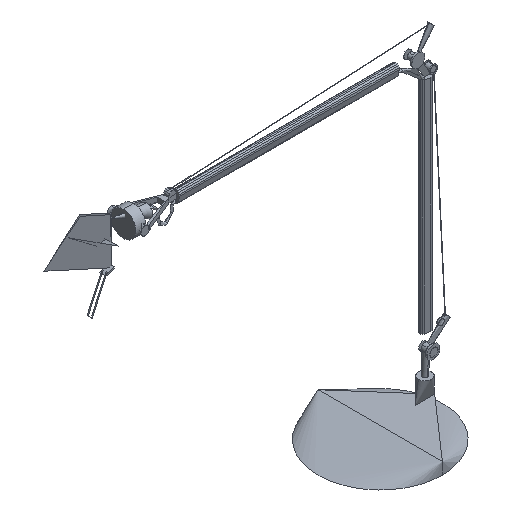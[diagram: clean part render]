
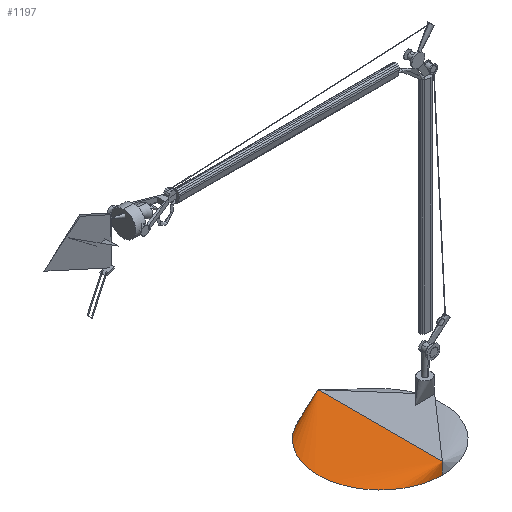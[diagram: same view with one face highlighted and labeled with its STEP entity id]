
A CAD part, isometric view. The second image highlights one B-rep face of the part: STEP entity #1197.
In plain terms, the highlighted free-form (B-spline) face has degree [2, 1] with [5, 2] control points.
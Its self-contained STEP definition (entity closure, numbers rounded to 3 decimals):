
#293=(
BOUNDED_SURFACE()
B_SPLINE_SURFACE(2,1,((#9437,#9438),(#9439,#9440),(#9441,#9442),(#9443,#9444),
(#9445,#9446)),.UNSPECIFIED.,.F.,.F.,.F.)
B_SPLINE_SURFACE_WITH_KNOTS((3,2,3),(2,2),(288.663,432.995,
577.326),(0.,17.433),.UNSPECIFIED.)
GEOMETRIC_REPRESENTATION_ITEM()
RATIONAL_B_SPLINE_SURFACE(((1.,1.),(0.707,0.707),
(1.,1.),(0.707,0.707),(1.,1.)))
REPRESENTATION_ITEM($)
SURFACE()
);
#442=(
BOUNDED_CURVE()
B_SPLINE_CURVE(2,(#9370,#9371,#9372,#9373,#9374),.UNSPECIFIED.,.F.,.F.)
B_SPLINE_CURVE_WITH_KNOTS((3,2,3),(-577.326,-432.995,-288.663),
.UNSPECIFIED.)
CURVE()
GEOMETRIC_REPRESENTATION_ITEM()
RATIONAL_B_SPLINE_CURVE((1.,0.707,1.,0.707,1.))
REPRESENTATION_ITEM($)
);
#446=(
BOUNDED_CURVE()
B_SPLINE_CURVE(2,(#9394,#9395,#9396,#9397,#9398),.UNSPECIFIED.,.F.,.F.)
B_SPLINE_CURVE_WITH_KNOTS((3,2,3),(288.663,432.995,577.326),
.UNSPECIFIED.)
CURVE()
GEOMETRIC_REPRESENTATION_ITEM()
RATIONAL_B_SPLINE_CURVE((1.,0.707,1.,0.707,1.))
REPRESENTATION_ITEM($)
);
#1197=ADVANCED_FACE($,(#1513),#293,.T.);
#1513=FACE_OUTER_BOUND($,#1835,.T.);
#1835=EDGE_LOOP($,(#3242,#3243,#3244,#3245));
#3242=ORIENTED_EDGE($,*,*,#4092,.T.);
#3243=ORIENTED_EDGE($,*,*,#4085,.T.);
#3244=ORIENTED_EDGE($,*,*,#4086,.T.);
#3245=ORIENTED_EDGE($,*,*,#4091,.F.);
#4085=EDGE_CURVE($,#4620,#4621,#5459,.T.);
#4086=EDGE_CURVE($,#4621,#4626,#442,.T.);
#4091=EDGE_CURVE($,#4625,#4626,#5461,.T.);
#4092=EDGE_CURVE($,#4625,#4620,#446,.T.);
#4620=VERTEX_POINT($,#9448);
#4621=VERTEX_POINT($,#9449);
#4625=VERTEX_POINT($,#9453);
#4626=VERTEX_POINT($,#9454);
#5459=B_SPLINE_CURVE_WITH_KNOTS($,1,(#9368,#9369),.UNSPECIFIED.,.F.,.F.,
(2,2),(0.,17.433),.UNSPECIFIED.);
#5461=B_SPLINE_CURVE_WITH_KNOTS($,1,(#9392,#9393),.UNSPECIFIED.,.F.,.F.,
(2,2),(0.,17.433),.UNSPECIFIED.);
#9368=CARTESIAN_POINT($,(462.141,329.352,0.757));
#9369=CARTESIAN_POINT($,(462.141,329.352,-16.676));
#9370=CARTESIAN_POINT($,(462.141,329.352,-16.676));
#9371=CARTESIAN_POINT($,(370.257,329.352,-16.676));
#9372=CARTESIAN_POINT($,(370.257,237.468,-16.676));
#9373=CARTESIAN_POINT($,(370.257,145.584,-16.676));
#9374=CARTESIAN_POINT($,(462.141,145.584,-16.676));
#9392=CARTESIAN_POINT($,(462.141,145.584,0.757));
#9393=CARTESIAN_POINT($,(462.141,145.584,-16.676));
#9394=CARTESIAN_POINT($,(462.141,145.584,0.757));
#9395=CARTESIAN_POINT($,(370.257,145.584,0.757));
#9396=CARTESIAN_POINT($,(370.257,237.468,0.757));
#9397=CARTESIAN_POINT($,(370.257,329.352,0.757));
#9398=CARTESIAN_POINT($,(462.141,329.352,0.757));
#9437=CARTESIAN_POINT($,(462.141,145.584,0.757));
#9438=CARTESIAN_POINT($,(462.141,145.584,-16.676));
#9439=CARTESIAN_POINT($,(370.257,145.584,0.757));
#9440=CARTESIAN_POINT($,(370.257,145.584,-16.676));
#9441=CARTESIAN_POINT($,(370.257,237.468,0.757));
#9442=CARTESIAN_POINT($,(370.257,237.468,-16.676));
#9443=CARTESIAN_POINT($,(370.257,329.352,0.757));
#9444=CARTESIAN_POINT($,(370.257,329.352,-16.676));
#9445=CARTESIAN_POINT($,(462.141,329.352,0.757));
#9446=CARTESIAN_POINT($,(462.141,329.352,-16.676));
#9448=CARTESIAN_POINT($,(462.141,329.352,0.757));
#9449=CARTESIAN_POINT($,(462.141,329.352,-16.676));
#9453=CARTESIAN_POINT($,(462.141,145.584,0.757));
#9454=CARTESIAN_POINT($,(462.141,145.584,-16.676));
